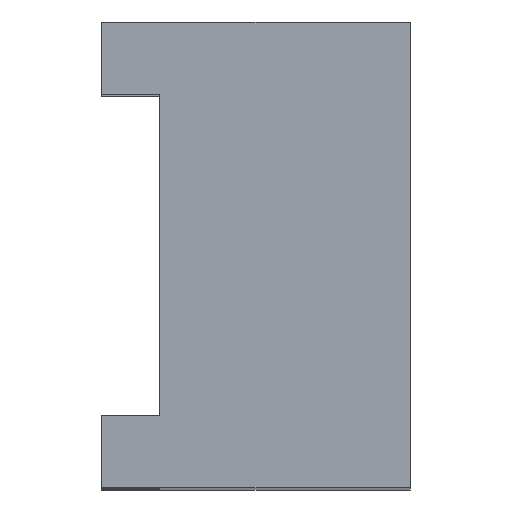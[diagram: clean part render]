
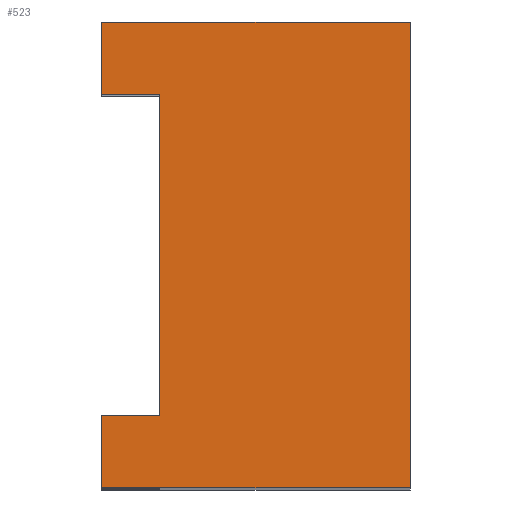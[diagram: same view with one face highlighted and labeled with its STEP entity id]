
A CAD part, top view. The second image highlights one B-rep face of the part: STEP entity #523.
In plain terms, the highlighted planar face has unit normal (0, 0, 1).
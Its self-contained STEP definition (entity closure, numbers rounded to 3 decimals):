
#37=FACE_OUTER_BOUND('',#63,.T.);
#63=EDGE_LOOP('',(#447,#448,#449,#450,#451,#452,#453,#454));
#92=LINE('',#753,#164);
#101=LINE('',#771,#173);
#107=LINE('',#783,#179);
#126=LINE('',#820,#198);
#130=LINE('',#828,#202);
#133=LINE('',#834,#205);
#134=LINE('',#837,#206);
#135=LINE('',#838,#207);
#164=VECTOR('',#612,10.);
#173=VECTOR('',#625,10.);
#179=VECTOR('',#637,10.);
#198=VECTOR('',#672,10.);
#202=VECTOR('',#680,10.);
#205=VECTOR('',#685,10.);
#206=VECTOR('',#688,10.);
#207=VECTOR('',#689,10.);
#231=VERTEX_POINT('',#750);
#232=VERTEX_POINT('',#752);
#239=VERTEX_POINT('',#770);
#242=VERTEX_POINT('',#782);
#252=VERTEX_POINT('',#818);
#254=VERTEX_POINT('',#826);
#256=VERTEX_POINT('',#832);
#257=VERTEX_POINT('',#836);
#284=EDGE_CURVE('',#232,#231,#92,.T.);
#293=EDGE_CURVE('',#232,#239,#101,.T.);
#299=EDGE_CURVE('',#239,#242,#107,.T.);
#318=EDGE_CURVE('',#231,#252,#126,.T.);
#322=EDGE_CURVE('',#254,#252,#130,.T.);
#325=EDGE_CURVE('',#254,#256,#133,.T.);
#326=EDGE_CURVE('',#257,#256,#134,.T.);
#327=EDGE_CURVE('',#242,#257,#135,.T.);
#447=ORIENTED_EDGE('',*,*,#284,.T.);
#448=ORIENTED_EDGE('',*,*,#318,.T.);
#449=ORIENTED_EDGE('',*,*,#322,.F.);
#450=ORIENTED_EDGE('',*,*,#325,.T.);
#451=ORIENTED_EDGE('',*,*,#326,.F.);
#452=ORIENTED_EDGE('',*,*,#327,.F.);
#453=ORIENTED_EDGE('',*,*,#299,.F.);
#454=ORIENTED_EDGE('',*,*,#293,.F.);
#497=PLANE('',#569);
#523=ADVANCED_FACE('',(#37),#497,.T.);
#569=AXIS2_PLACEMENT_3D('',#835,#686,#687);
#612=DIRECTION('',(0.,-1.,0.));
#625=DIRECTION('',(-1.,0.,0.));
#637=DIRECTION('',(0.,1.,0.));
#672=DIRECTION('',(-1.,0.,0.));
#680=DIRECTION('',(0.,1.,0.));
#685=DIRECTION('',(1.,0.,0.));
#686=DIRECTION('center_axis',(0.,0.,1.));
#687=DIRECTION('ref_axis',(0.,-1.,0.));
#688=DIRECTION('',(0.,-1.,0.));
#689=DIRECTION('',(1.,0.,0.));
#750=CARTESIAN_POINT('',(0.,2.5,0.));
#752=CARTESIAN_POINT('',(0.,13.5,0.));
#753=CARTESIAN_POINT('',(0.,16.,0.));
#770=CARTESIAN_POINT('',(-2.,13.5,0.));
#771=CARTESIAN_POINT('',(0.,13.5,0.));
#782=CARTESIAN_POINT('',(-2.,16.,0.));
#783=CARTESIAN_POINT('',(-2.,13.5,0.));
#818=CARTESIAN_POINT('',(-2.,2.5,0.));
#820=CARTESIAN_POINT('',(0.,2.5,0.));
#826=CARTESIAN_POINT('',(-2.,0.,0.));
#828=CARTESIAN_POINT('',(-2.,0.,0.));
#832=CARTESIAN_POINT('',(8.6,0.,0.));
#834=CARTESIAN_POINT('',(0.,0.,0.));
#835=CARTESIAN_POINT('Origin',(0.,16.,0.));
#836=CARTESIAN_POINT('',(8.6,16.,0.));
#837=CARTESIAN_POINT('',(8.6,16.,0.));
#838=CARTESIAN_POINT('',(0.,16.,0.));
